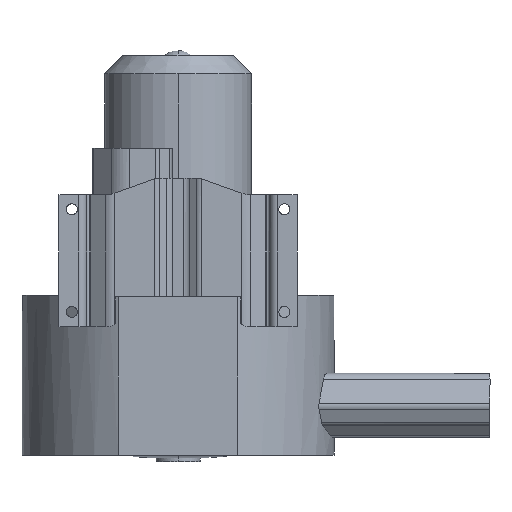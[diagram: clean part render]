
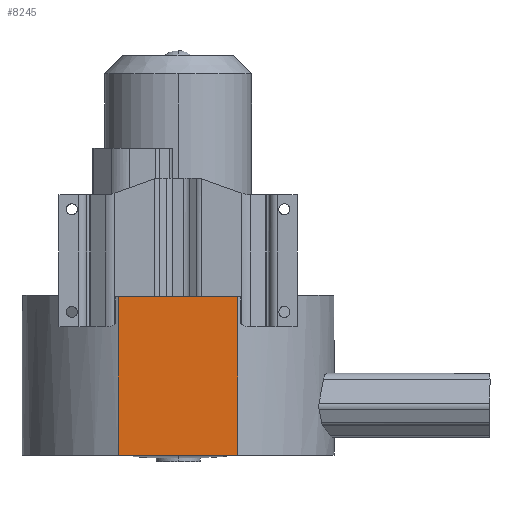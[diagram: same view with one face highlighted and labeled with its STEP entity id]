
A CAD part, left-side view. The second image highlights one B-rep face of the part: STEP entity #8245.
In plain terms, the highlighted planar face has unit normal (-1, 0, 0).
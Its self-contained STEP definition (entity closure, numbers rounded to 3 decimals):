
#592 = EDGE_CURVE ( 'NONE', #7961, #1177, #6357, .T. ) ;
#617 = CARTESIAN_POINT ( 'NONE',  ( -196.7, -81.72, 681.042 ) ) ;
#1105 = LINE ( 'NONE', #10412, #1879 ) ;
#1177 = VERTEX_POINT ( 'NONE', #3814 ) ;
#1236 = VECTOR ( 'NONE', #5784, 1000. ) ;
#1793 = DIRECTION ( 'NONE',  ( 0., -1., 0. ) ) ;
#1879 = VECTOR ( 'NONE', #1793, 1000. ) ;
#2312 = EDGE_CURVE ( 'NONE', #5350, #4036, #6366, .T. ) ;
#2440 = AXIS2_PLACEMENT_3D ( 'NONE', #9346, #7549, #6567 ) ;
#2722 = EDGE_CURVE ( 'NONE', #5350, #1177, #7508, .T. ) ;
#2900 = CARTESIAN_POINT ( 'NONE',  ( -196.7, 81.72, -125.75 ) ) ;
#3089 = ORIENTED_EDGE ( 'NONE', *, *, #592, .F. ) ;
#3724 = VECTOR ( 'NONE', #11879, 1000. ) ;
#3814 = CARTESIAN_POINT ( 'NONE',  ( -196.7, -81.72, -125.75 ) ) ;
#3882 = CARTESIAN_POINT ( 'NONE',  ( -196.7, 81.72, -125.75 ) ) ;
#3887 = ORIENTED_EDGE ( 'NONE', *, *, #2312, .F. ) ;
#4036 = VERTEX_POINT ( 'NONE', #10296 ) ;
#4612 = FACE_OUTER_BOUND ( 'NONE', #11021, .T. ) ;
#4827 = ORIENTED_EDGE ( 'NONE', *, *, #2722, .T. ) ;
#5323 = VECTOR ( 'NONE', #7523, 1000. ) ;
#5350 = VERTEX_POINT ( 'NONE', #2900 ) ;
#5448 = CARTESIAN_POINT ( 'NONE',  ( -196.7, 81.72, 681.042 ) ) ;
#5784 = DIRECTION ( 'NONE',  ( 0., -1., 0. ) ) ;
#6357 = LINE ( 'NONE', #617, #3724 ) ;
#6366 = LINE ( 'NONE', #5448, #5323 ) ;
#6410 = ORIENTED_EDGE ( 'NONE', *, *, #9773, .F. ) ;
#6567 = DIRECTION ( 'NONE',  ( 0., 0., 1. ) ) ;
#7508 = LINE ( 'NONE', #3882, #1236 ) ;
#7523 = DIRECTION ( 'NONE',  ( 0., 0., 1. ) ) ;
#7549 = DIRECTION ( 'NONE',  ( -1., 0., 0. ) ) ;
#7961 = VERTEX_POINT ( 'NONE', #11022 ) ;
#8245 = ADVANCED_FACE ( 'NONE', ( #4612 ), #8363, .T. ) ;
#8363 = PLANE ( 'NONE',  #2440 ) ;
#9346 = CARTESIAN_POINT ( 'NONE',  ( -196.7, 81.72, 681.042 ) ) ;
#9773 = EDGE_CURVE ( 'NONE', #4036, #7961, #1105, .T. ) ;
#10296 = CARTESIAN_POINT ( 'NONE',  ( -196.7, 81.72, 90. ) ) ;
#10412 = CARTESIAN_POINT ( 'NONE',  ( -196.7, 0., 90. ) ) ;
#11021 = EDGE_LOOP ( 'NONE', ( #3887, #4827, #3089, #6410 ) ) ;
#11022 = CARTESIAN_POINT ( 'NONE',  ( -196.7, -81.72, 90. ) ) ;
#11879 = DIRECTION ( 'NONE',  ( 0., 0., -1. ) ) ;
